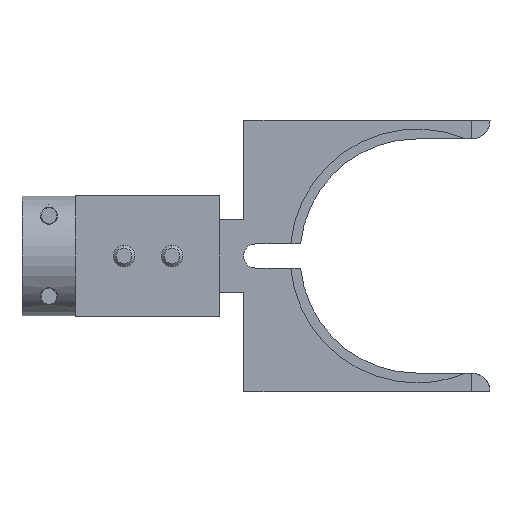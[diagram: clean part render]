
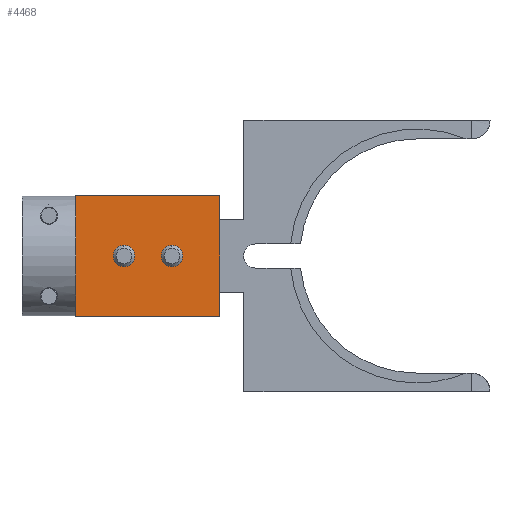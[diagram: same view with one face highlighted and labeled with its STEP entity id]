
A CAD part, front view. The second image highlights one B-rep face of the part: STEP entity #4468.
In plain terms, the highlighted planar face has unit normal (0, -1, 0).
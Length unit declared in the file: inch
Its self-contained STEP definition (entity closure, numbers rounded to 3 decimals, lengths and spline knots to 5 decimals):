
#687 = AXIS2_PLACEMENT_3D ( 'NONE', #5066, #5237, #5192 ) ;
#698 = AXIS2_PLACEMENT_3D ( 'NONE', #5216, #5072, #5185 ) ;
#703 = AXIS2_PLACEMENT_3D ( 'NONE', #5087, #5079, #5261 ) ;
#764 = AXIS2_PLACEMENT_3D ( 'NONE', #1756, #1741, #1740 ) ;
#792 = EDGE_CURVE ( 'NONE', #1943, #1948, #5432, .T. ) ;
#816 = EDGE_CURVE ( 'NONE', #1942, #1936, #5484, .T. ) ;
#874 = FACE_BOUND ( 'NONE', #2732, .T. ) ;
#923 = FACE_BOUND ( 'NONE', #2793, .T. ) ;
#932 = FACE_OUTER_BOUND ( 'NONE', #2795, .T. ) ;
#1740 = DIRECTION ( 'NONE',  ( 0., 0., 1. ) ) ;
#1741 = DIRECTION ( 'NONE',  ( 0., 1., 0. ) ) ;
#1756 = CARTESIAN_POINT ( 'NONE',  ( 0.125, 0., 0. ) ) ;
#1872 = DIRECTION ( 'NONE',  ( 0., 0., -1. ) ) ;
#1883 = CARTESIAN_POINT ( 'NONE',  ( 0.375, 0., -0.3125 ) ) ;
#1927 = VERTEX_POINT ( 'NONE', #3524 ) ;
#1931 = VERTEX_POINT ( 'NONE', #3518 ) ;
#1936 = VERTEX_POINT ( 'NONE', #3513 ) ;
#1942 = VERTEX_POINT ( 'NONE', #3506 ) ;
#1943 = VERTEX_POINT ( 'NONE', #3504 ) ;
#1945 = VERTEX_POINT ( 'NONE', #3502 ) ;
#1948 = VERTEX_POINT ( 'NONE', #3498 ) ;
#1954 = VERTEX_POINT ( 'NONE', #3492 ) ;
#2207 = LINE ( 'NONE', #3444, #2213 ) ;
#2213 = VECTOR ( 'NONE', #3443, 39.37008 ) ;
#2219 = CIRCLE ( 'NONE', #703, 0.0445 ) ;
#2485 = EDGE_CURVE ( 'NONE', #1931, #1954, #2207, .T. ) ;
#2514 = EDGE_CURVE ( 'NONE', #1945, #1927, #2219, .T. ) ;
#2519 = EDGE_CURVE ( 'NONE', #1927, #1945, #5709, .T. ) ;
#2541 = EDGE_CURVE ( 'NONE', #1954, #1943, #5736, .T. ) ;
#2544 = EDGE_CURVE ( 'NONE', #1948, #1931, #5741, .T. ) ;
#2546 = EDGE_CURVE ( 'NONE', #1936, #1942, #5754, .T. ) ;
#2732 = EDGE_LOOP ( 'NONE', ( #2832, #2826 ) ) ;
#2759 = ORIENTED_EDGE ( 'NONE', *, *, #816, .T. ) ;
#2793 = EDGE_LOOP ( 'NONE', ( #2759, #2867 ) ) ;
#2795 = EDGE_LOOP ( 'NONE', ( #2823, #2868, #2866, #2864 ) ) ;
#2823 = ORIENTED_EDGE ( 'NONE', *, *, #2485, .F. ) ;
#2826 = ORIENTED_EDGE ( 'NONE', *, *, #2519, .T. ) ;
#2832 = ORIENTED_EDGE ( 'NONE', *, *, #2514, .T. ) ;
#2864 = ORIENTED_EDGE ( 'NONE', *, *, #2541, .F. ) ;
#2866 = ORIENTED_EDGE ( 'NONE', *, *, #792, .F. ) ;
#2867 = ORIENTED_EDGE ( 'NONE', *, *, #2546, .T. ) ;
#2868 = ORIENTED_EDGE ( 'NONE', *, *, #2544, .F. ) ;
#3443 = DIRECTION ( 'NONE',  ( 0., 0., 1. ) ) ;
#3444 = CARTESIAN_POINT ( 'NONE',  ( -0.375, 0., -0.3125 ) ) ;
#3492 = CARTESIAN_POINT ( 'NONE',  ( -0.375, 0., 0.3125 ) ) ;
#3498 = CARTESIAN_POINT ( 'NONE',  ( 0.375, 0., -0.3125 ) ) ;
#3502 = CARTESIAN_POINT ( 'NONE',  ( -0.125, 0., 0.0445 ) ) ;
#3504 = CARTESIAN_POINT ( 'NONE',  ( 0.375, 0., 0.3125 ) ) ;
#3506 = CARTESIAN_POINT ( 'NONE',  ( 0.125, 0., 0.0445 ) ) ;
#3513 = CARTESIAN_POINT ( 'NONE',  ( 0.125, 0., -0.0445 ) ) ;
#3518 = CARTESIAN_POINT ( 'NONE',  ( -0.375, 0., -0.3125 ) ) ;
#3524 = CARTESIAN_POINT ( 'NONE',  ( -0.125, 0., -0.0445 ) ) ;
#4159 = PLANE ( 'NONE',  #5621 ) ;
#4160 = CARTESIAN_POINT ( 'NONE',  ( -0.375, 0., 0.3125 ) ) ;
#4169 = DIRECTION ( 'NONE',  ( 0., 1., 0. ) ) ;
#4170 = DIRECTION ( 'NONE',  ( 0., 0., 1. ) ) ;
#4468 = ADVANCED_FACE ( 'NONE', ( #923, #874, #932 ), #4159, .F. ) ;
#5066 = CARTESIAN_POINT ( 'NONE',  ( 0.125, 0., 0. ) ) ;
#5071 = DIRECTION ( 'NONE',  ( 1., 0., 0. ) ) ;
#5072 = DIRECTION ( 'NONE',  ( 0., 1., 0. ) ) ;
#5079 = DIRECTION ( 'NONE',  ( 0., 1., 0. ) ) ;
#5087 = CARTESIAN_POINT ( 'NONE',  ( -0.125, 0., 0. ) ) ;
#5185 = DIRECTION ( 'NONE',  ( 0., 0., 1. ) ) ;
#5192 = DIRECTION ( 'NONE',  ( 0., 0., 1. ) ) ;
#5216 = CARTESIAN_POINT ( 'NONE',  ( -0.125, 0., 0. ) ) ;
#5233 = DIRECTION ( 'NONE',  ( -1., 0., 0. ) ) ;
#5237 = DIRECTION ( 'NONE',  ( 0., 1., 0. ) ) ;
#5239 = CARTESIAN_POINT ( 'NONE',  ( -0.375, 0., -0.3125 ) ) ;
#5255 = CARTESIAN_POINT ( 'NONE',  ( -0.375, 0., 0.3125 ) ) ;
#5261 = DIRECTION ( 'NONE',  ( 0., 0., 1. ) ) ;
#5432 = LINE ( 'NONE', #1883, #5455 ) ;
#5455 = VECTOR ( 'NONE', #1872, 39.37008 ) ;
#5484 = CIRCLE ( 'NONE', #764, 0.0445 ) ;
#5621 = AXIS2_PLACEMENT_3D ( 'NONE', #4160, #4169, #4170 ) ;
#5709 = CIRCLE ( 'NONE', #698, 0.0445 ) ;
#5736 = LINE ( 'NONE', #5255, #5749 ) ;
#5741 = LINE ( 'NONE', #5239, #5753 ) ;
#5749 = VECTOR ( 'NONE', #5071, 39.37008 ) ;
#5753 = VECTOR ( 'NONE', #5233, 39.37008 ) ;
#5754 = CIRCLE ( 'NONE', #687, 0.0445 ) ;
